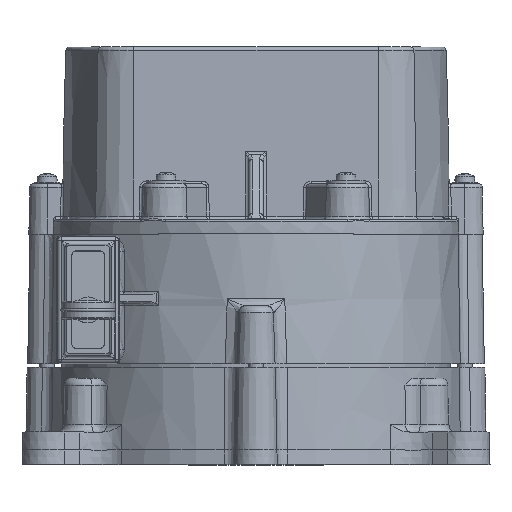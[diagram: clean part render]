
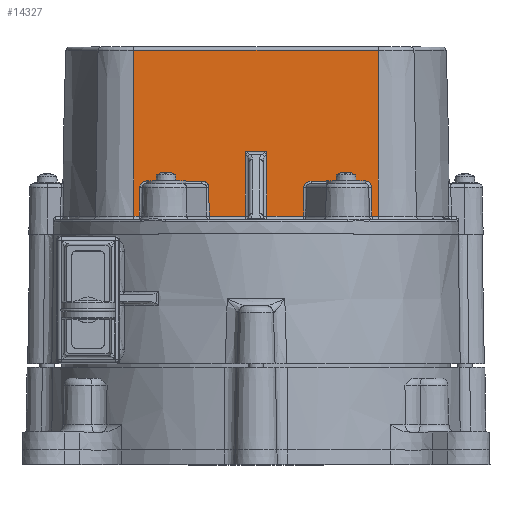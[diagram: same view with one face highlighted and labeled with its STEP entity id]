
A CAD part, top view. The second image highlights one B-rep face of the part: STEP entity #14327.
In plain terms, the highlighted face is planar.
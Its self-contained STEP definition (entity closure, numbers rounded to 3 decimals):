
#312=ELLIPSE('',#16079,2.021,1.75);
#313=ELLIPSE('',#16080,1.75,1.75);
#314=ELLIPSE('',#16081,1.75,1.75);
#315=ELLIPSE('',#16082,2.021,1.75);
#788=PLANE('',#16078);
#2011=FACE_OUTER_BOUND('',#2978,.T.);
#2978=EDGE_LOOP('',(#11459,#11460,#11461,#11462,#11463,#11464,#11465,#11466,
#11467,#11468,#11469,#11470,#11471,#11472,#11473,#11474,#11475,#11476,#11477,
#11478));
#3745=LINE('',#26738,#4435);
#3750=LINE('',#26840,#4440);
#3775=LINE('',#27107,#4465);
#3776=LINE('',#27115,#4466);
#3778=LINE('',#27121,#4468);
#3779=LINE('',#27123,#4469);
#3780=LINE('',#27127,#4470);
#3781=LINE('',#27131,#4471);
#3782=LINE('',#27133,#4472);
#3783=LINE('',#27135,#4473);
#3784=LINE('',#27137,#4474);
#3785=LINE('',#27139,#4475);
#3786=LINE('',#27141,#4476);
#3787=LINE('',#27143,#4477);
#3788=LINE('',#27147,#4478);
#3789=LINE('',#27150,#4479);
#4435=VECTOR('',#19012,10.);
#4440=VECTOR('',#19045,10.);
#4465=VECTOR('',#19178,10.);
#4466=VECTOR('',#19191,10.);
#4468=VECTOR('',#19197,10.);
#4469=VECTOR('',#19198,10.);
#4470=VECTOR('',#19201,10.);
#4471=VECTOR('',#19204,10.);
#4472=VECTOR('',#19205,10.);
#4473=VECTOR('',#19206,10.);
#4474=VECTOR('',#19207,10.);
#4475=VECTOR('',#19208,10.);
#4476=VECTOR('',#19209,10.);
#4477=VECTOR('',#19210,10.);
#4478=VECTOR('',#19213,10.);
#4479=VECTOR('',#19216,10.);
#6448=VERTEX_POINT('',#26640);
#6461=VERTEX_POINT('',#26737);
#6468=VERTEX_POINT('',#26839);
#6504=VERTEX_POINT('',#27105);
#6505=VERTEX_POINT('',#27114);
#6507=VERTEX_POINT('',#27120);
#6508=VERTEX_POINT('',#27122);
#6509=VERTEX_POINT('',#27124);
#6510=VERTEX_POINT('',#27126);
#6511=VERTEX_POINT('',#27128);
#6512=VERTEX_POINT('',#27130);
#6513=VERTEX_POINT('',#27132);
#6514=VERTEX_POINT('',#27134);
#6515=VERTEX_POINT('',#27136);
#6516=VERTEX_POINT('',#27138);
#6517=VERTEX_POINT('',#27140);
#6518=VERTEX_POINT('',#27142);
#6519=VERTEX_POINT('',#27144);
#6520=VERTEX_POINT('',#27146);
#6521=VERTEX_POINT('',#27148);
#8167=EDGE_CURVE('',#6448,#6461,#3745,.T.);
#8182=EDGE_CURVE('',#6461,#6468,#3750,.T.);
#8244=EDGE_CURVE('',#6504,#6448,#3775,.T.);
#8247=EDGE_CURVE('',#6468,#6505,#3776,.T.);
#8250=EDGE_CURVE('',#6507,#6504,#3778,.T.);
#8251=EDGE_CURVE('',#6508,#6507,#3779,.T.);
#8252=EDGE_CURVE('',#6509,#6508,#312,.T.);
#8253=EDGE_CURVE('',#6510,#6509,#3780,.T.);
#8254=EDGE_CURVE('',#6511,#6510,#313,.T.);
#8255=EDGE_CURVE('',#6512,#6511,#3781,.T.);
#8256=EDGE_CURVE('',#6513,#6512,#3782,.T.);
#8257=EDGE_CURVE('',#6513,#6514,#3783,.T.);
#8258=EDGE_CURVE('',#6515,#6514,#3784,.T.);
#8259=EDGE_CURVE('',#6516,#6515,#3785,.T.);
#8260=EDGE_CURVE('',#6517,#6516,#3786,.T.);
#8261=EDGE_CURVE('',#6518,#6517,#3787,.T.);
#8262=EDGE_CURVE('',#6519,#6518,#314,.T.);
#8263=EDGE_CURVE('',#6520,#6519,#3788,.T.);
#8264=EDGE_CURVE('',#6521,#6520,#315,.T.);
#8265=EDGE_CURVE('',#6505,#6521,#3789,.T.);
#11459=ORIENTED_EDGE('',*,*,#8182,.F.);
#11460=ORIENTED_EDGE('',*,*,#8167,.F.);
#11461=ORIENTED_EDGE('',*,*,#8244,.F.);
#11462=ORIENTED_EDGE('',*,*,#8250,.F.);
#11463=ORIENTED_EDGE('',*,*,#8251,.F.);
#11464=ORIENTED_EDGE('',*,*,#8252,.F.);
#11465=ORIENTED_EDGE('',*,*,#8253,.F.);
#11466=ORIENTED_EDGE('',*,*,#8254,.F.);
#11467=ORIENTED_EDGE('',*,*,#8255,.F.);
#11468=ORIENTED_EDGE('',*,*,#8256,.F.);
#11469=ORIENTED_EDGE('',*,*,#8257,.T.);
#11470=ORIENTED_EDGE('',*,*,#8258,.F.);
#11471=ORIENTED_EDGE('',*,*,#8259,.F.);
#11472=ORIENTED_EDGE('',*,*,#8260,.F.);
#11473=ORIENTED_EDGE('',*,*,#8261,.F.);
#11474=ORIENTED_EDGE('',*,*,#8262,.F.);
#11475=ORIENTED_EDGE('',*,*,#8263,.F.);
#11476=ORIENTED_EDGE('',*,*,#8264,.F.);
#11477=ORIENTED_EDGE('',*,*,#8265,.F.);
#11478=ORIENTED_EDGE('',*,*,#8247,.F.);
#14327=ADVANCED_FACE('',(#2011),#788,.T.);
#16078=AXIS2_PLACEMENT_3D('',#27119,#19195,#19196);
#16079=AXIS2_PLACEMENT_3D('',#27125,#19199,#19200);
#16080=AXIS2_PLACEMENT_3D('',#27129,#19202,#19203);
#16081=AXIS2_PLACEMENT_3D('',#27145,#19211,#19212);
#16082=AXIS2_PLACEMENT_3D('',#27149,#19214,#19215);
#19012=DIRECTION('',(0.,1.,0.));
#19045=DIRECTION('',(0.017,0.,1.));
#19178=DIRECTION('',(-0.017,0.,-1.));
#19191=DIRECTION('',(0.,1.,0.));
#19195=DIRECTION('center_axis',(1.,0.,-0.017));
#19196=DIRECTION('ref_axis',(0.,-1.,0.));
#19197=DIRECTION('',(0.,1.,0.));
#19198=DIRECTION('',(0.017,0.01,1.));
#19199=DIRECTION('center_axis',(1.,0.,-0.017));
#19200=DIRECTION('ref_axis',(-0.001,1.,-0.03));
#19201=DIRECTION('',(0.,1.,0.));
#19202=DIRECTION('center_axis',(1.,0.,-0.017));
#19203=DIRECTION('ref_axis',(-0.017,0.,-1.));
#19204=DIRECTION('',(-0.017,0.017,-1.));
#19205=DIRECTION('',(0.,1.,0.));
#19206=DIRECTION('',(-0.017,0.,-1.));
#19207=DIRECTION('',(0.,-1.,0.));
#19208=DIRECTION('',(-0.017,0.,-1.));
#19209=DIRECTION('',(0.,1.,0.));
#19210=DIRECTION('',(0.017,0.017,1.));
#19211=DIRECTION('center_axis',(1.,0.,-0.017));
#19212=DIRECTION('ref_axis',(-0.017,0.,
-1.));
#19213=DIRECTION('',(0.,1.,0.));
#19214=DIRECTION('center_axis',(1.,0.,-0.017));
#19215=DIRECTION('ref_axis',(-0.001,-1.,-0.03));
#19216=DIRECTION('',(-0.017,0.01,-1.));
#26640=CARTESIAN_POINT('',(35.508,-3.,-22.889));
#26737=CARTESIAN_POINT('',(35.508,3.,-22.889));
#26738=CARTESIAN_POINT('',(35.508,16.971,-22.889));
#26839=CARTESIAN_POINT('',(35.821,3.,-4.983));
#26840=CARTESIAN_POINT('',(35.78,3.,-7.31));
#27105=CARTESIAN_POINT('',(35.821,-3.,-4.983));
#27107=CARTESIAN_POINT('',(35.78,-3.,-7.31));
#27114=CARTESIAN_POINT('',(35.821,13.023,-4.983));
#27115=CARTESIAN_POINT('',(35.821,16.971,-4.983));
#27119=CARTESIAN_POINT('Origin',(35.838,33.941,-4.007));
#27120=CARTESIAN_POINT('',(35.821,-13.225,-4.983));
#27121=CARTESIAN_POINT('',(35.821,16.971,-4.983));
#27122=CARTESIAN_POINT('',(35.68,-13.306,-13.017));
#27123=CARTESIAN_POINT('',(35.842,-13.213,-3.774));
#27124=CARTESIAN_POINT('',(35.65,-15.309,-14.737));
#27125=CARTESIAN_POINT('Origin',(35.681,-15.327,-12.987));
#27126=CARTESIAN_POINT('',(35.65,-30.343,-14.737));
#27127=CARTESIAN_POINT('',(35.65,5.591,-14.737));
#27128=CARTESIAN_POINT('',(35.68,-32.092,-13.017));
#27129=CARTESIAN_POINT('Origin',(35.681,-30.343,-12.987));
#27130=CARTESIAN_POINT('',(35.821,-32.233,-4.983));
#27131=CARTESIAN_POINT('',(35.829,-32.241,-4.529));
#27132=CARTESIAN_POINT('',(35.821,-33.941,-4.983));
#27133=CARTESIAN_POINT('',(35.821,16.971,-4.983));
#27134=CARTESIAN_POINT('',(35.017,-33.941,-51.017));
#27135=CARTESIAN_POINT('',(35.838,-33.941,-4.007));
#27136=CARTESIAN_POINT('',(35.017,33.941,-51.017));
#27137=CARTESIAN_POINT('',(35.017,16.971,-51.017));
#27138=CARTESIAN_POINT('',(35.821,33.941,-4.983));
#27139=CARTESIAN_POINT('',(35.838,33.941,-4.007));
#27140=CARTESIAN_POINT('',(35.821,32.407,-4.983));
#27141=CARTESIAN_POINT('',(35.821,16.971,-4.983));
#27142=CARTESIAN_POINT('',(35.68,32.267,-13.017));
#27143=CARTESIAN_POINT('',(35.838,32.424,-4.006));
#27144=CARTESIAN_POINT('',(35.65,30.517,-14.737));
#27145=CARTESIAN_POINT('Origin',(35.681,30.517,-12.987));
#27146=CARTESIAN_POINT('',(35.65,15.108,-14.737));
#27147=CARTESIAN_POINT('',(35.65,28.351,-14.737));
#27148=CARTESIAN_POINT('',(35.68,13.104,-13.017));
#27149=CARTESIAN_POINT('Origin',(35.681,15.125,-12.987));
#27150=CARTESIAN_POINT('',(35.837,13.014,-4.054));
